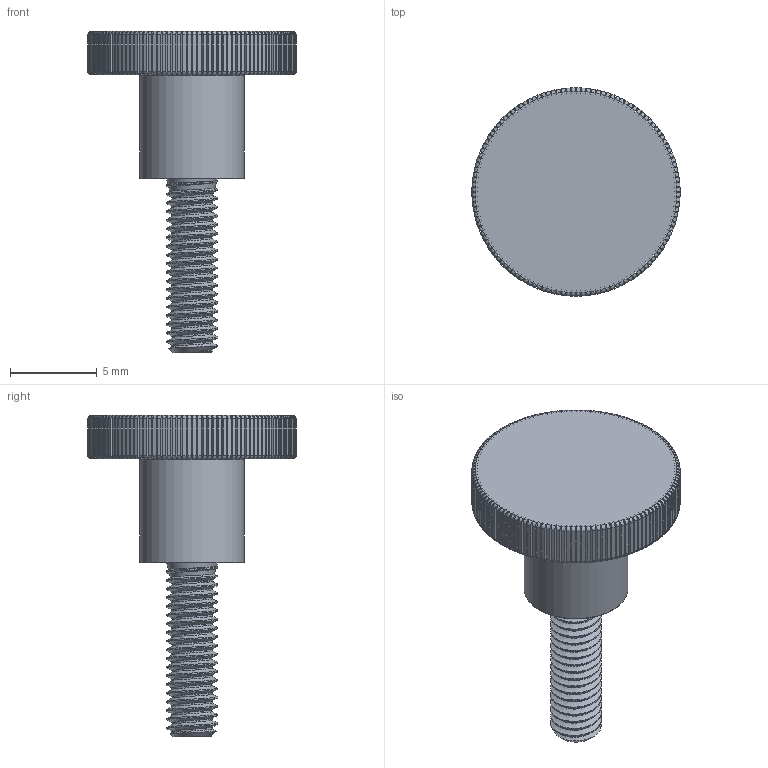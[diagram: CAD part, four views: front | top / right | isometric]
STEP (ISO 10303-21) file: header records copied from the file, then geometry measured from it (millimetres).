
FILE_DESCRIPTION(/* description */ (''),/* implementation_level */ '2;1');
FILE_NAME(/* name */ 'SKT-M3-10-A1 v1.step',/* time_stamp */ '2022-08-03T17:20:42+01:00',/* author */ (''),/* organization */ (''),/* preprocessor_version */ 'ST-DEVELOPER v19',/* originating_system */ 'Autodesk Translation Framework v11.7.0.108',/* authorisation */ '');
FILE_SCHEMA (('AUTOMOTIVE_DESIGN { 1 0 10303 214 3 1 1 }'));
Length unit declared in the file: millimetre
Products named in the file (1): SKT-M3-10-A1
Bounding box: 12 x 12 x 18.5 mm (x, y, z)
Volume: 503.1 mm3; surface area: 715.1 mm2
Topology: 1 solids, 1 shells, 695 faces, 2068 edges, 1377 vertices
Faces by surface type: plane 260, torus 258, cylinder 169, cone 6, bspline 2
Full cylindrical faces by diameter (mm): 2.356 x7, 2.927 x12, 6 x1
Entity records: 30283 total; most frequent: CARTESIAN_POINT 12267, ORIENTED_EDGE 4136, DIRECTION 3384, EDGE_CURVE 2068, VERTEX_POINT 1377, AXIS2_PLACEMENT_3D 1222, LINE 940, VECTOR 940
